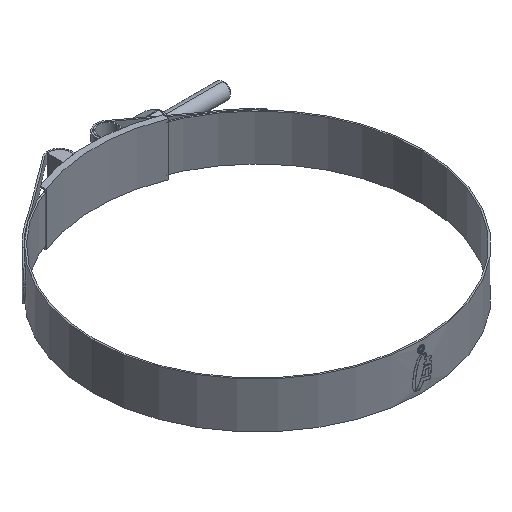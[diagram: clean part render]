
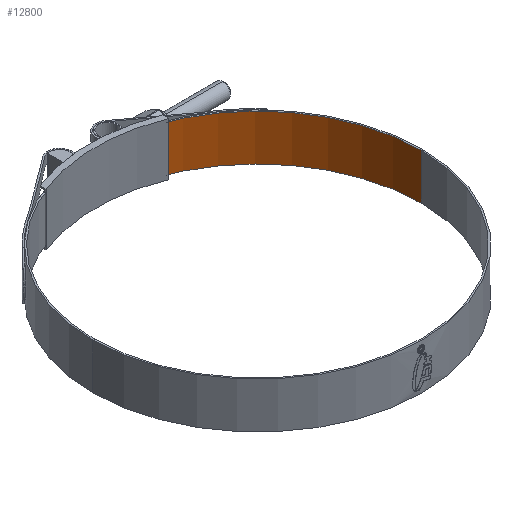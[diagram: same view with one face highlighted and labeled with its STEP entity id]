
A CAD part, isometric view. The second image highlights one B-rep face of the part: STEP entity #12800.
In plain terms, the highlighted cylindrical face has radius 68 mm (diameter 136 mm), a partial arc.
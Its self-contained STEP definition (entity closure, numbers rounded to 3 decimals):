
#211 = EDGE_CURVE ( 'NONE', #4821, #2996, #2343, .T. ) ;
#2216 = ORIENTED_EDGE ( 'NONE', *, *, #7027, .F. ) ;
#2343 = CIRCLE ( 'NONE', #14150, 68. ) ;
#2453 = AXIS2_PLACEMENT_3D ( 'NONE', #6992, #4676, #9028 ) ;
#2559 = CARTESIAN_POINT ( 'NONE',  ( 0., 0., -9.525 ) ) ;
#2996 = VERTEX_POINT ( 'NONE', #8635 ) ;
#3499 = CYLINDRICAL_SURFACE ( 'NONE', #12736, 68. ) ;
#3651 = LINE ( 'NONE', #10407, #7106 ) ;
#4228 = VERTEX_POINT ( 'NONE', #6565 ) ;
#4676 = DIRECTION ( 'NONE',  ( 0., 0., -1. ) ) ;
#4821 = VERTEX_POINT ( 'NONE', #12538 ) ;
#5071 = ORIENTED_EDGE ( 'NONE', *, *, #211, .T. ) ;
#5073 = VECTOR ( 'NONE', #5314, 1000. ) ;
#5314 = DIRECTION ( 'NONE',  ( 0., 0., -1. ) ) ;
#5448 = CARTESIAN_POINT ( 'NONE',  ( 9.315, 67.359, 9.525 ) ) ;
#5832 = FACE_OUTER_BOUND ( 'NONE', #10444, .T. ) ;
#6478 = LINE ( 'NONE', #11038, #5073 ) ;
#6565 = CARTESIAN_POINT ( 'NONE',  ( 68., 0., 9.525 ) ) ;
#6992 = CARTESIAN_POINT ( 'NONE',  ( 0., 0., 9.525 ) ) ;
#7027 = EDGE_CURVE ( 'NONE', #7961, #4228, #14025, .T. ) ;
#7106 = VECTOR ( 'NONE', #10545, 1000. ) ;
#7961 = VERTEX_POINT ( 'NONE', #5448 ) ;
#8635 = CARTESIAN_POINT ( 'NONE',  ( 68., 0., -9.525 ) ) ;
#9028 = DIRECTION ( 'NONE',  ( -1., 0., 0. ) ) ;
#9080 = DIRECTION ( 'NONE',  ( -1., 0., 0. ) ) ;
#9863 = EDGE_CURVE ( 'NONE', #7961, #4821, #3651, .T. ) ;
#10185 = DIRECTION ( 'NONE',  ( 0., 0., -1. ) ) ;
#10407 = CARTESIAN_POINT ( 'NONE',  ( 9.315, 67.359, 9.525 ) ) ;
#10444 = EDGE_LOOP ( 'NONE', ( #12589, #2216, #11324, #5071 ) ) ;
#10545 = DIRECTION ( 'NONE',  ( 0., 0., -1. ) ) ;
#11038 = CARTESIAN_POINT ( 'NONE',  ( 68., 0., 9.525 ) ) ;
#11324 = ORIENTED_EDGE ( 'NONE', *, *, #9863, .T. ) ;
#11332 = CARTESIAN_POINT ( 'NONE',  ( 0., 0., 9.525 ) ) ;
#11547 = EDGE_CURVE ( 'NONE', #4228, #2996, #6478, .T. ) ;
#12538 = CARTESIAN_POINT ( 'NONE',  ( 9.315, 67.359, -9.525 ) ) ;
#12589 = ORIENTED_EDGE ( 'NONE', *, *, #11547, .F. ) ;
#12705 = DIRECTION ( 'NONE',  ( -1., 0., 0. ) ) ;
#12736 = AXIS2_PLACEMENT_3D ( 'NONE', #11332, #10185, #9080 ) ;
#12800 = ADVANCED_FACE ( 'NONE', ( #5832 ), #3499, .F. ) ;
#13568 = DIRECTION ( 'NONE',  ( 0., 0., -1. ) ) ;
#14025 = CIRCLE ( 'NONE', #2453, 68. ) ;
#14150 = AXIS2_PLACEMENT_3D ( 'NONE', #2559, #13568, #12705 ) ;
